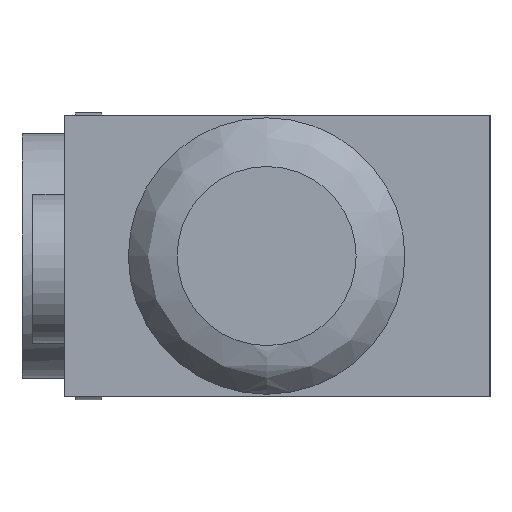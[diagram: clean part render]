
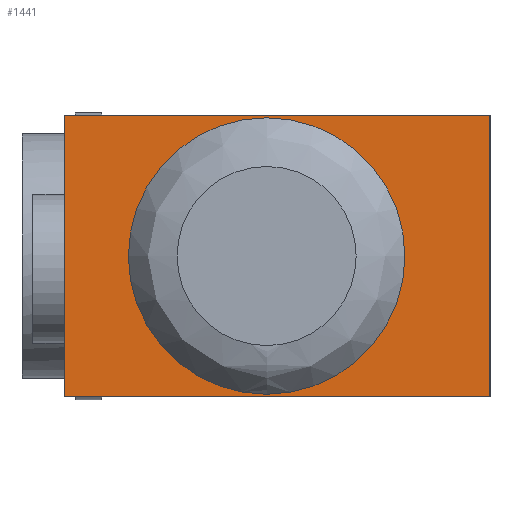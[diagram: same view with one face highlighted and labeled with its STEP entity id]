
A CAD part, left-side view. The second image highlights one B-rep face of the part: STEP entity #1441.
In plain terms, the highlighted planar face has unit normal (-1, 0, 0).
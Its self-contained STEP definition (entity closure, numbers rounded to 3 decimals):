
#1368=CARTESIAN_POINT('',(-56.5,1.,-13.));
#1369=VERTEX_POINT('',#1368);
#1370=CARTESIAN_POINT('',(-56.5,1.0,13.));
#1371=VERTEX_POINT('',#1370);
#1372=CARTESIAN_POINT('',(-56.5,1.0,0.0));
#1373=DIRECTION('',(1.0,0.0,0.0));
#1374=DIRECTION('',(0.0,0.0,1.0));
#1375=AXIS2_PLACEMENT_3D('',#1372,#1373,#1374);
#1376=CIRCLE('',#1375,13.);
#1377=EDGE_CURVE('',#1369,#1371,#1376,.T.);
#1379=CARTESIAN_POINT('',(-56.5,1.0,0.0));
#1380=DIRECTION('',(1.0,0.0,0.0));
#1381=DIRECTION('',(0.0,0.0,1.0));
#1382=AXIS2_PLACEMENT_3D('',#1379,#1380,#1381);
#1383=CIRCLE('',#1382,13.);
#1384=EDGE_CURVE('',#1371,#1369,#1383,.T.);
#1398=CARTESIAN_POINT('',(-56.5,0.0,0.));
#1399=DIRECTION('',(1.0,0.0,0.0));
#1400=DIRECTION('',(0.0,0.0,-1.0));
#1401=AXIS2_PLACEMENT_3D('',#1398,#1399,#1400);
#1402=PLANE('',#1401);
#1403=CARTESIAN_POINT('',(-56.5,-20.0,13.25));
#1404=VERTEX_POINT('',#1403);
#1405=CARTESIAN_POINT('',(-56.5,-20.0,-13.25));
#1406=VERTEX_POINT('',#1405);
#1407=CARTESIAN_POINT('',(-56.5,-20.0,13.25));
#1408=DIRECTION('',(0.0,0.0,-1.0));
#1409=VECTOR('',#1408,26.5);
#1410=LINE('',#1407,#1409);
#1411=EDGE_CURVE('',#1404,#1406,#1410,.T.);
#1412=ORIENTED_EDGE('',*,*,#1411,.F.);
#1413=CARTESIAN_POINT('',(-56.5,20.0,13.25));
#1414=VERTEX_POINT('',#1413);
#1415=CARTESIAN_POINT('',(-56.5,20.0,13.25));
#1416=DIRECTION('',(0.0,-1.0,0.0));
#1417=VECTOR('',#1416,40.0);
#1418=LINE('',#1415,#1417);
#1419=EDGE_CURVE('',#1414,#1404,#1418,.T.);
#1420=ORIENTED_EDGE('',*,*,#1419,.F.);
#1421=CARTESIAN_POINT('',(-56.5,20.0,-13.25));
#1422=VERTEX_POINT('',#1421);
#1423=CARTESIAN_POINT('',(-56.5,20.0,-13.25));
#1424=DIRECTION('',(0.0,0.0,1.0));
#1425=VECTOR('',#1424,26.5);
#1426=LINE('',#1423,#1425);
#1427=EDGE_CURVE('',#1422,#1414,#1426,.T.);
#1428=ORIENTED_EDGE('',*,*,#1427,.F.);
#1429=CARTESIAN_POINT('',(-56.5,-20.0,-13.25));
#1430=DIRECTION('',(0.0,1.0,0.0));
#1431=VECTOR('',#1430,40.0);
#1432=LINE('',#1429,#1431);
#1433=EDGE_CURVE('',#1406,#1422,#1432,.T.);
#1434=ORIENTED_EDGE('',*,*,#1433,.F.);
#1435=EDGE_LOOP('',(#1412,#1420,#1428,#1434));
#1436=FACE_OUTER_BOUND('',#1435,.T.);
#1437=ORIENTED_EDGE('',*,*,#1384,.T.);
#1438=ORIENTED_EDGE('',*,*,#1377,.T.);
#1439=EDGE_LOOP('',(#1437,#1438));
#1440=FACE_BOUND('',#1439,.T.);
#1441=ADVANCED_FACE('',(#1436,#1440),#1402,.F.);
